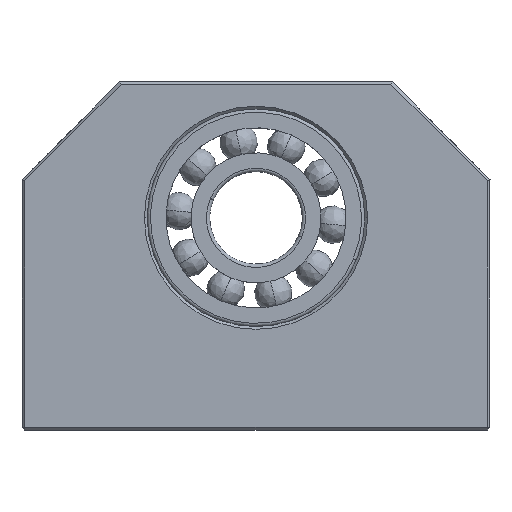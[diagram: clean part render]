
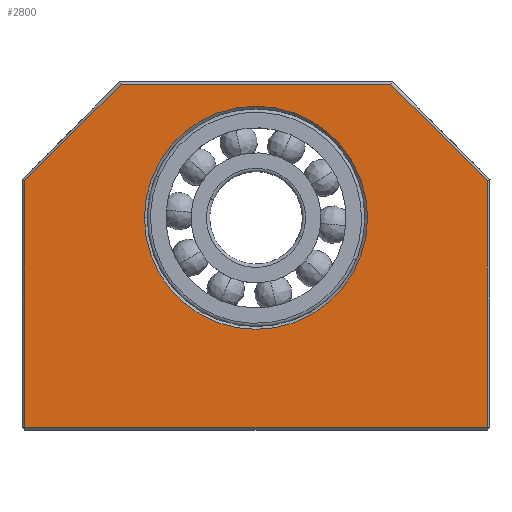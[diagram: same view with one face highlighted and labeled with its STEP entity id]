
A CAD part, top view. The second image highlights one B-rep face of the part: STEP entity #2800.
In plain terms, the highlighted planar face has unit normal (0, 0, 1).
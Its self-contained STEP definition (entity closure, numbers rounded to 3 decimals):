
#155 = DIRECTION ( 'NONE',  ( -0.707, 0.707, 0. ) ) ;
#179 = CARTESIAN_POINT ( 'NONE',  ( -42.5, 45.793, 23. ) ) ;
#880 = CARTESIAN_POINT ( 'NONE',  ( 42.5, 45.793, 23. ) ) ;
#960 = CARTESIAN_POINT ( 'NONE',  ( 42.5, 32., 23. ) ) ;
#968 = ORIENTED_EDGE ( 'NONE', *, *, #8716, .T. ) ;
#1160 = VERTEX_POINT ( 'NONE', #179 ) ;
#1367 = CARTESIAN_POINT ( 'NONE',  ( 42.5, 45.793, 23. ) ) ;
#1604 = ORIENTED_EDGE ( 'NONE', *, *, #7730, .F. ) ;
#1737 = EDGE_CURVE ( 'NONE', #10401, #8859, #3078, .T. ) ;
#2201 = VECTOR ( 'NONE', #10010, 1000. ) ;
#2208 = VECTOR ( 'NONE', #12463, 1000. ) ;
#2229 = LINE ( 'NONE', #960, #2208 ) ;
#2429 = VERTEX_POINT ( 'NONE', #8508 ) ;
#2434 = VECTOR ( 'NONE', #155, 1000. ) ;
#2649 = LINE ( 'NONE', #1367, #2434 ) ;
#2800 = ADVANCED_FACE ( 'NONE', ( #11785, #12160 ), #11947, .T. ) ;
#2876 = VERTEX_POINT ( 'NONE', #9513 ) ;
#2966 = VECTOR ( 'NONE', #6359, 1000. ) ;
#3078 = LINE ( 'NONE', #9335, #12237 ) ;
#3129 = VECTOR ( 'NONE', #3411, 1000. ) ;
#3158 = DIRECTION ( 'NONE',  ( 1., 0., 0. ) ) ;
#3411 = DIRECTION ( 'NONE',  ( -0.707, -0.707, 0. ) ) ;
#3699 = ORIENTED_EDGE ( 'NONE', *, *, #11755, .T. ) ;
#3704 = CIRCLE ( 'NONE', #7460, 20.5 ) ;
#4326 = CIRCLE ( 'NONE', #9491, 20.5 ) ;
#4460 = DIRECTION ( 'NONE',  ( 0., 0., 1. ) ) ;
#4548 = CARTESIAN_POINT ( 'NONE',  ( 24.793, 63.5, 23. ) ) ;
#4620 = DIRECTION ( 'NONE',  ( 1., 0., 0. ) ) ;
#4711 = CARTESIAN_POINT ( 'NONE',  ( -24.793, 63.5, 23. ) ) ;
#4729 = VERTEX_POINT ( 'NONE', #4548 ) ;
#4778 = EDGE_CURVE ( 'NONE', #11955, #2429, #4326, .T. ) ;
#5599 = EDGE_LOOP ( 'NONE', ( #7493, #968, #6119, #3699, #11176, #10736 ) ) ;
#5770 = CARTESIAN_POINT ( 'NONE',  ( 0., 39., 23. ) ) ;
#5941 = DIRECTION ( 'NONE',  ( 0., 0., 1. ) ) ;
#6034 = LINE ( 'NONE', #4711, #3129 ) ;
#6119 = ORIENTED_EDGE ( 'NONE', *, *, #12235, .T. ) ;
#6359 = DIRECTION ( 'NONE',  ( 0., -1., 0. ) ) ;
#6560 = VERTEX_POINT ( 'NONE', #880 ) ;
#7253 = CARTESIAN_POINT ( 'NONE',  ( 0., 39., 23. ) ) ;
#7460 = AXIS2_PLACEMENT_3D ( 'NONE', #5770, #4460, #3158 ) ;
#7493 = ORIENTED_EDGE ( 'NONE', *, *, #10199, .T. ) ;
#7495 = CARTESIAN_POINT ( 'NONE',  ( 42.5, 0.5, 23. ) ) ;
#7669 = CARTESIAN_POINT ( 'NONE',  ( -42.5, 32., 23. ) ) ;
#7730 = EDGE_CURVE ( 'NONE', #2429, #11955, #3704, .T. ) ;
#7978 = DIRECTION ( 'NONE',  ( 1., 0., 0. ) ) ;
#8022 = DIRECTION ( 'NONE',  ( 1., 0., 0. ) ) ;
#8508 = CARTESIAN_POINT ( 'NONE',  ( 20.5, 39., 23. ) ) ;
#8716 = EDGE_CURVE ( 'NONE', #4729, #2876, #12663, .T. ) ;
#8859 = VERTEX_POINT ( 'NONE', #7495 ) ;
#8996 = LINE ( 'NONE', #7669, #2966 ) ;
#9295 = DIRECTION ( 'NONE',  ( 0., 0., 1. ) ) ;
#9335 = CARTESIAN_POINT ( 'NONE',  ( 0., 0.5, 23. ) ) ;
#9491 = AXIS2_PLACEMENT_3D ( 'NONE', #7253, #5941, #4620 ) ;
#9513 = CARTESIAN_POINT ( 'NONE',  ( -24.793, 63.5, 23. ) ) ;
#10010 = DIRECTION ( 'NONE',  ( -1., 0., 0. ) ) ;
#10199 = EDGE_CURVE ( 'NONE', #6560, #4729, #2649, .T. ) ;
#10222 = CARTESIAN_POINT ( 'NONE',  ( -20.5, 39., 23. ) ) ;
#10401 = VERTEX_POINT ( 'NONE', #12580 ) ;
#10605 = CARTESIAN_POINT ( 'NONE',  ( -42.5, 0.5, 23. ) ) ;
#10736 = ORIENTED_EDGE ( 'NONE', *, *, #12668, .T. ) ;
#11176 = ORIENTED_EDGE ( 'NONE', *, *, #1737, .T. ) ;
#11329 = CARTESIAN_POINT ( 'NONE',  ( 0., 63.5, 23. ) ) ;
#11755 = EDGE_CURVE ( 'NONE', #1160, #10401, #8996, .T. ) ;
#11785 = FACE_BOUND ( 'NONE', #12739, .T. ) ;
#11947 = PLANE ( 'NONE',  #12141 ) ;
#11955 = VERTEX_POINT ( 'NONE', #10222 ) ;
#12141 = AXIS2_PLACEMENT_3D ( 'NONE', #10605, #9295, #7978 ) ;
#12160 = FACE_OUTER_BOUND ( 'NONE', #5599, .T. ) ;
#12235 = EDGE_CURVE ( 'NONE', #2876, #1160, #6034, .T. ) ;
#12237 = VECTOR ( 'NONE', #8022, 1000. ) ;
#12443 = ORIENTED_EDGE ( 'NONE', *, *, #4778, .F. ) ;
#12463 = DIRECTION ( 'NONE',  ( 0., 1., 0. ) ) ;
#12580 = CARTESIAN_POINT ( 'NONE',  ( -42.5, 0.5, 23. ) ) ;
#12663 = LINE ( 'NONE', #11329, #2201 ) ;
#12668 = EDGE_CURVE ( 'NONE', #8859, #6560, #2229, .T. ) ;
#12739 = EDGE_LOOP ( 'NONE', ( #1604, #12443 ) ) ;
